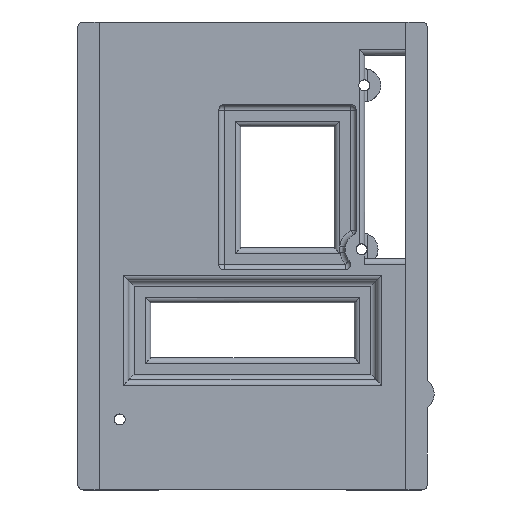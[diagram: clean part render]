
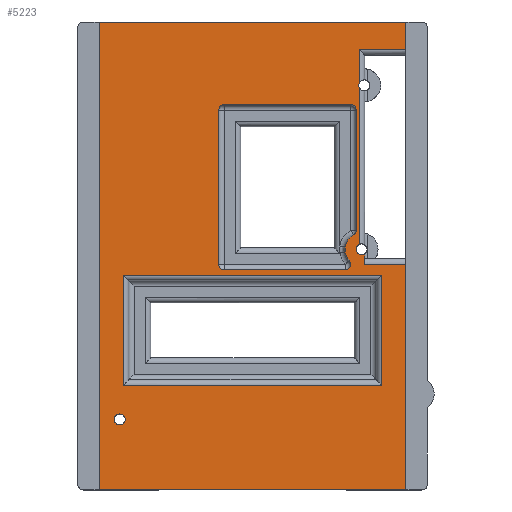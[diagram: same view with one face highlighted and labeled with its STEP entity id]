
A CAD part, top view. The second image highlights one B-rep face of the part: STEP entity #5223.
In plain terms, the highlighted planar face has unit normal (0, 0, 1).
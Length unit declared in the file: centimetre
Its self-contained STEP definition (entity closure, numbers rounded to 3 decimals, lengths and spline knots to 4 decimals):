
#1968=CARTESIAN_POINT('',(-2.785,8.5,0.6));
#1969=VERTEX_POINT('',#1968);
#1976=CARTESIAN_POINT('',(2.785,8.5,0.6));
#1977=VERTEX_POINT('',#1976);
#1978=CARTESIAN_POINT('',(-12345.,8.5,0.6));
#1979=DIRECTION('',(1.,0.,0.));
#1980=VECTOR('',#1979,24690.);
#1981=LINE('',#1978,#1980);
#1982=EDGE_CURVE('',#1969,#1977,#1981,.T.);
#2140=CARTESIAN_POINT('',(2.785,-0.,0.6));
#2141=VERTEX_POINT('',#2140);
#2148=CARTESIAN_POINT('',(-2.785,0.,0.6));
#2149=VERTEX_POINT('',#2148);
#2150=CARTESIAN_POINT('',(12345.,-0.,0.6));
#2151=DIRECTION('',(-1.,0.,-0.));
#2152=VECTOR('',#2151,24690.);
#2153=LINE('',#2150,#2152);
#2154=EDGE_CURVE('',#2141,#2149,#2153,.T.);
#3771=CARTESIAN_POINT('',(-0.615,4.1,0.6));
#3772=VERTEX_POINT('',#3771);
#3779=CARTESIAN_POINT('',(-0.515,4.,0.6));
#3780=VERTEX_POINT('',#3779);
#3781=CARTESIAN_POINT('',(-0.515,4.1,0.6));
#3782=DIRECTION('',(-0.,0.,1.));
#3783=DIRECTION('',(-0.707,-0.707,0.));
#3784=AXIS2_PLACEMENT_3D('',#3781,#3782,#3783);
#3785=CIRCLE('',#3784,0.1);
#3786=EDGE_CURVE('',#3772,#3780,#3785,.T.);
#3851=CARTESIAN_POINT('',(-0.515,7.,0.6));
#3852=VERTEX_POINT('',#3851);
#3859=CARTESIAN_POINT('',(-0.615,6.9,0.6));
#3860=VERTEX_POINT('',#3859);
#3861=CARTESIAN_POINT('',(-0.515,6.9,0.6));
#3862=DIRECTION('',(0.,0.,1.));
#3863=DIRECTION('',(-0.707,0.707,0.));
#3864=AXIS2_PLACEMENT_3D('',#3861,#3862,#3863);
#3865=CIRCLE('',#3864,0.1);
#3866=EDGE_CURVE('',#3852,#3860,#3865,.T.);
#3917=CARTESIAN_POINT('',(1.6849,4.,0.6));
#3918=VERTEX_POINT('',#3917);
#3919=CARTESIAN_POINT('',(12345.3175,4.,0.6));
#3920=DIRECTION('',(-1.,0.,-0.));
#3921=VECTOR('',#3920,24690.);
#3922=LINE('',#3919,#3921);
#3923=EDGE_CURVE('',#3918,#3780,#3922,.T.);
#3950=CARTESIAN_POINT('',(-0.615,-12340.125,0.6));
#3951=DIRECTION('',(0.,1.,-0.));
#3952=VECTOR('',#3951,24690.);
#3953=LINE('',#3950,#3952);
#3954=EDGE_CURVE('',#3772,#3860,#3953,.T.);
#4023=CARTESIAN_POINT('',(1.7587,4.1675,0.6));
#4024=VERTEX_POINT('',#4023);
#4025=CARTESIAN_POINT('',(1.6849,4.1,0.6));
#4026=DIRECTION('',(0.,-0.,-1.));
#4027=DIRECTION('',(0.,1.,0.));
#4028=AXIS2_PLACEMENT_3D('',#4025,#4026,#4027);
#4029=CIRCLE('',#4028,0.1);
#4030=EDGE_CURVE('',#4024,#3918,#4029,.T.);
#4060=CARTESIAN_POINT('',(1.8338,4.6319,0.6));
#4061=VERTEX_POINT('',#4060);
#4068=CARTESIAN_POINT('',(1.885,4.7192,0.6));
#4069=VERTEX_POINT('',#4068);
#4070=CARTESIAN_POINT('',(1.785,4.7192,0.6));
#4071=DIRECTION('',(0.,0.,1.));
#4072=DIRECTION('',(0.862,-0.506,0.));
#4073=AXIS2_PLACEMENT_3D('',#4070,#4071,#4072);
#4074=CIRCLE('',#4073,0.1);
#4075=EDGE_CURVE('',#4061,#4069,#4074,.T.);
#4319=CARTESIAN_POINT('',(1.68,4.37,0.6));
#4320=VERTEX_POINT('',#4319);
#4330=CARTESIAN_POINT('',(1.98,4.37,0.6));
#4331=DIRECTION('',(0.,0.,-1.));
#4332=DIRECTION('',(1.,0.,0.));
#4333=AXIS2_PLACEMENT_3D('',#4330,#4331,#4332);
#4334=CIRCLE('',#4333,0.3);
#4335=EDGE_CURVE('',#4024,#4320,#4334,.T.);
#4386=CARTESIAN_POINT('',(1.885,6.9,0.6));
#4387=VERTEX_POINT('',#4386);
#4394=CARTESIAN_POINT('',(1.785,7.,0.6));
#4395=VERTEX_POINT('',#4394);
#4396=CARTESIAN_POINT('',(1.785,6.9,0.6));
#4397=DIRECTION('',(-0.,0.,1.));
#4398=DIRECTION('',(0.707,0.707,0.));
#4399=AXIS2_PLACEMENT_3D('',#4396,#4397,#4398);
#4400=CIRCLE('',#4399,0.1);
#4401=EDGE_CURVE('',#4387,#4395,#4400,.T.);
#4437=CARTESIAN_POINT('',(-12344.6825,7.,0.6));
#4438=DIRECTION('',(1.,0.,0.));
#4439=VECTOR('',#4438,24690.);
#4440=LINE('',#4437,#4439);
#4441=EDGE_CURVE('',#3852,#4395,#4440,.T.);
#4961=CARTESIAN_POINT('',(-2.35,1.9,0.6));
#4962=VERTEX_POINT('',#4961);
#4963=CARTESIAN_POINT('',(2.35,1.9,0.6));
#4964=VERTEX_POINT('',#4963);
#4965=CARTESIAN_POINT('',(-2.895,1.9,0.6));
#4966=DIRECTION('',(1.,0.,0.));
#4967=VECTOR('',#4966,5.79);
#4968=LINE('',#4965,#4967);
#4969=EDGE_CURVE('',#4962,#4964,#4968,.T.);
#4994=CARTESIAN_POINT('',(2.35,3.9,0.6));
#4995=VERTEX_POINT('',#4994);
#4996=CARTESIAN_POINT('',(2.35,-0.11,0.6));
#4997=DIRECTION('',(-0.,1.,-0.));
#4998=VECTOR('',#4997,8.72);
#4999=LINE('',#4996,#4998);
#5000=EDGE_CURVE('',#4964,#4995,#4999,.T.);
#5026=CARTESIAN_POINT('',(-2.35,3.9,0.6));
#5027=VERTEX_POINT('',#5026);
#5028=CARTESIAN_POINT('',(2.895,3.9,0.6));
#5029=DIRECTION('',(-1.,0.,-0.));
#5030=VECTOR('',#5029,5.79);
#5031=LINE('',#5028,#5030);
#5032=EDGE_CURVE('',#4995,#5027,#5031,.T.);
#5056=CARTESIAN_POINT('',(-2.35,8.61,0.6));
#5057=DIRECTION('',(0.,-1.,0.));
#5058=VECTOR('',#5057,8.72);
#5059=LINE('',#5056,#5058);
#5060=EDGE_CURVE('',#5027,#4962,#5059,.T.);
#5068=CARTESIAN_POINT('',(-0.,4.25,0.6));
#5069=DIRECTION('',(-0.,0.,1.));
#5070=DIRECTION('',(1.,0.,0.));
#5071=AXIS2_PLACEMENT_3D('',#5068,#5069,#5070);
#5072=PLANE('',#5071);
#5073=CARTESIAN_POINT('',(1.935,7.3188,0.6));
#5074=VERTEX_POINT('',#5073);
#5075=CARTESIAN_POINT('',(1.935,4.4593,0.6));
#5076=VERTEX_POINT('',#5075);
#5077=CARTESIAN_POINT('',(1.935,8.61,0.6));
#5078=DIRECTION('',(0.,-1.,0.));
#5079=VECTOR('',#5078,8.72);
#5080=LINE('',#5077,#5079);
#5081=EDGE_CURVE('',#5074,#5076,#5080,.T.);
#5082=ORIENTED_EDGE('',*,*,#5081,.F.);
#5083=CARTESIAN_POINT('',(1.93,7.35,0.6));
#5084=VERTEX_POINT('',#5083);
#5085=CARTESIAN_POINT('',(2.03,7.35,0.6));
#5086=DIRECTION('',(0.,-0.,-1.));
#5087=DIRECTION('',(1.,0.,0.));
#5088=AXIS2_PLACEMENT_3D('',#5085,#5086,#5087);
#5089=CIRCLE('',#5088,0.1);
#5090=EDGE_CURVE('',#5074,#5084,#5089,.T.);
#5091=ORIENTED_EDGE('',*,*,#5090,.T.);
#5092=CARTESIAN_POINT('',(1.935,7.3812,0.6));
#5093=VERTEX_POINT('',#5092);
#5094=CARTESIAN_POINT('',(2.03,7.35,0.6));
#5095=DIRECTION('',(0.,-0.,-1.));
#5096=DIRECTION('',(1.,0.,0.));
#5097=AXIS2_PLACEMENT_3D('',#5094,#5095,#5096);
#5098=CIRCLE('',#5097,0.1);
#5099=EDGE_CURVE('',#5084,#5093,#5098,.T.);
#5100=ORIENTED_EDGE('',*,*,#5099,.T.);
#5101=CARTESIAN_POINT('',(1.935,8.,0.6));
#5102=VERTEX_POINT('',#5101);
#5103=CARTESIAN_POINT('',(1.935,8.61,0.6));
#5104=DIRECTION('',(0.,-1.,0.));
#5105=VECTOR('',#5104,8.72);
#5106=LINE('',#5103,#5105);
#5107=EDGE_CURVE('',#5102,#5093,#5106,.T.);
#5108=ORIENTED_EDGE('',*,*,#5107,.F.);
#5109=CARTESIAN_POINT('',(2.785,8.,0.6));
#5110=VERTEX_POINT('',#5109);
#5111=CARTESIAN_POINT('',(3.095,8.,0.6));
#5112=DIRECTION('',(-1.,0.,-0.));
#5113=VECTOR('',#5112,5.99);
#5114=LINE('',#5111,#5113);
#5115=EDGE_CURVE('',#5110,#5102,#5114,.T.);
#5116=ORIENTED_EDGE('',*,*,#5115,.F.);
#5117=CARTESIAN_POINT('',(2.785,-12345.,0.6));
#5118=DIRECTION('',(0.,1.,0.));
#5119=VECTOR('',#5118,24690.);
#5120=LINE('',#5117,#5119);
#5121=EDGE_CURVE('',#5110,#1977,#5120,.T.);
#5122=ORIENTED_EDGE('',*,*,#5121,.T.);
#5123=ORIENTED_EDGE('',*,*,#1982,.F.);
#5124=CARTESIAN_POINT('',(-2.785,12353.5,0.6));
#5125=DIRECTION('',(0.,-1.,0.));
#5126=VECTOR('',#5125,24690.);
#5127=LINE('',#5124,#5126);
#5128=EDGE_CURVE('',#1969,#2149,#5127,.T.);
#5129=ORIENTED_EDGE('',*,*,#5128,.T.);
#5130=ORIENTED_EDGE('',*,*,#2154,.F.);
#5131=CARTESIAN_POINT('',(2.785,4.1,0.6));
#5132=VERTEX_POINT('',#5131);
#5133=CARTESIAN_POINT('',(2.785,-12345.,0.6));
#5134=DIRECTION('',(0.,1.,0.));
#5135=VECTOR('',#5134,24690.);
#5136=LINE('',#5133,#5135);
#5137=EDGE_CURVE('',#2141,#5132,#5136,.T.);
#5138=ORIENTED_EDGE('',*,*,#5137,.T.);
#5139=CARTESIAN_POINT('',(2.035,4.1,0.6));
#5140=VERTEX_POINT('',#5139);
#5141=CARTESIAN_POINT('',(-2.895,4.1,0.6));
#5142=DIRECTION('',(1.,0.,0.));
#5143=VECTOR('',#5142,5.99);
#5144=LINE('',#5141,#5143);
#5145=EDGE_CURVE('',#5140,#5132,#5144,.T.);
#5146=ORIENTED_EDGE('',*,*,#5145,.F.);
#5147=CARTESIAN_POINT('',(2.035,4.2865,0.6));
#5148=VERTEX_POINT('',#5147);
#5149=CARTESIAN_POINT('',(2.035,12350.15,0.6));
#5150=DIRECTION('',(0.,-1.,0.));
#5151=VECTOR('',#5150,24690.);
#5152=LINE('',#5149,#5151);
#5153=EDGE_CURVE('',#5148,#5140,#5152,.T.);
#5154=ORIENTED_EDGE('',*,*,#5153,.F.);
#5155=CARTESIAN_POINT('',(1.88,4.37,0.6));
#5156=VERTEX_POINT('',#5155);
#5157=CARTESIAN_POINT('',(1.98,4.37,0.6));
#5158=DIRECTION('',(0.,-0.,-1.));
#5159=DIRECTION('',(1.,0.,0.));
#5160=AXIS2_PLACEMENT_3D('',#5157,#5158,#5159);
#5161=CIRCLE('',#5160,0.1);
#5162=EDGE_CURVE('',#5148,#5156,#5161,.T.);
#5163=ORIENTED_EDGE('',*,*,#5162,.T.);
#5164=CARTESIAN_POINT('',(1.98,4.37,0.6));
#5165=DIRECTION('',(0.,-0.,-1.));
#5166=DIRECTION('',(1.,0.,0.));
#5167=AXIS2_PLACEMENT_3D('',#5164,#5165,#5166);
#5168=CIRCLE('',#5167,0.1);
#5169=EDGE_CURVE('',#5156,#5076,#5168,.T.);
#5170=ORIENTED_EDGE('',*,*,#5169,.T.);
#5171=EDGE_LOOP('',(#5082,#5091,#5100,#5108,#5116,#5122,#5123,#5129,#5130,#5138,#5146,#5154,#5163,#5170));
#5172=FACE_BOUND('',#5171,.T.);
#5173=CARTESIAN_POINT('',(-2.315,1.28,0.6));
#5174=VERTEX_POINT('',#5173);
#5175=CARTESIAN_POINT('',(-2.515,1.28,0.6));
#5176=VERTEX_POINT('',#5175);
#5177=CARTESIAN_POINT('',(-2.415,1.28,0.6));
#5178=DIRECTION('',(0.,-0.,-1.));
#5179=DIRECTION('',(1.,0.,0.));
#5180=AXIS2_PLACEMENT_3D('',#5177,#5178,#5179);
#5181=CIRCLE('',#5180,0.1);
#5182=EDGE_CURVE('',#5174,#5176,#5181,.T.);
#5183=ORIENTED_EDGE('',*,*,#5182,.T.);
#5184=CARTESIAN_POINT('',(-2.415,1.28,0.6));
#5185=DIRECTION('',(0.,-0.,-1.));
#5186=DIRECTION('',(1.,0.,0.));
#5187=AXIS2_PLACEMENT_3D('',#5184,#5185,#5186);
#5188=CIRCLE('',#5187,0.1);
#5189=EDGE_CURVE('',#5176,#5174,#5188,.T.);
#5190=ORIENTED_EDGE('',*,*,#5189,.T.);
#5191=EDGE_LOOP('',(#5183,#5190));
#5192=FACE_BOUND('',#5191,.T.);
#5193=CARTESIAN_POINT('',(1.98,4.37,0.6));
#5194=DIRECTION('',(0.,0.,-1.));
#5195=DIRECTION('',(1.,0.,0.));
#5196=AXIS2_PLACEMENT_3D('',#5193,#5194,#5195);
#5197=CIRCLE('',#5196,0.3);
#5198=EDGE_CURVE('',#4320,#4061,#5197,.T.);
#5199=ORIENTED_EDGE('',*,*,#5198,.F.);
#5200=ORIENTED_EDGE('',*,*,#4335,.F.);
#5201=ORIENTED_EDGE('',*,*,#4030,.T.);
#5202=ORIENTED_EDGE('',*,*,#3923,.T.);
#5203=ORIENTED_EDGE('',*,*,#3786,.F.);
#5204=ORIENTED_EDGE('',*,*,#3954,.T.);
#5205=ORIENTED_EDGE('',*,*,#3866,.F.);
#5206=ORIENTED_EDGE('',*,*,#4441,.T.);
#5207=ORIENTED_EDGE('',*,*,#4401,.F.);
#5208=CARTESIAN_POINT('',(1.885,12349.875,0.6));
#5209=DIRECTION('',(0.,-1.,0.));
#5210=VECTOR('',#5209,24690.);
#5211=LINE('',#5208,#5210);
#5212=EDGE_CURVE('',#4387,#4069,#5211,.T.);
#5213=ORIENTED_EDGE('',*,*,#5212,.T.);
#5214=ORIENTED_EDGE('',*,*,#4075,.F.);
#5215=EDGE_LOOP('',(#5199,#5200,#5201,#5202,#5203,#5204,#5205,#5206,#5207,#5213,#5214));
#5216=FACE_BOUND('',#5215,.T.);
#5217=ORIENTED_EDGE('',*,*,#4969,.F.);
#5218=ORIENTED_EDGE('',*,*,#5060,.F.);
#5219=ORIENTED_EDGE('',*,*,#5032,.F.);
#5220=ORIENTED_EDGE('',*,*,#5000,.F.);
#5221=EDGE_LOOP('',(#5217,#5218,#5219,#5220));
#5222=FACE_BOUND('',#5221,.T.);
#5223=ADVANCED_FACE('',(#5172,#5192,#5216,#5222),#5072,.T.);
